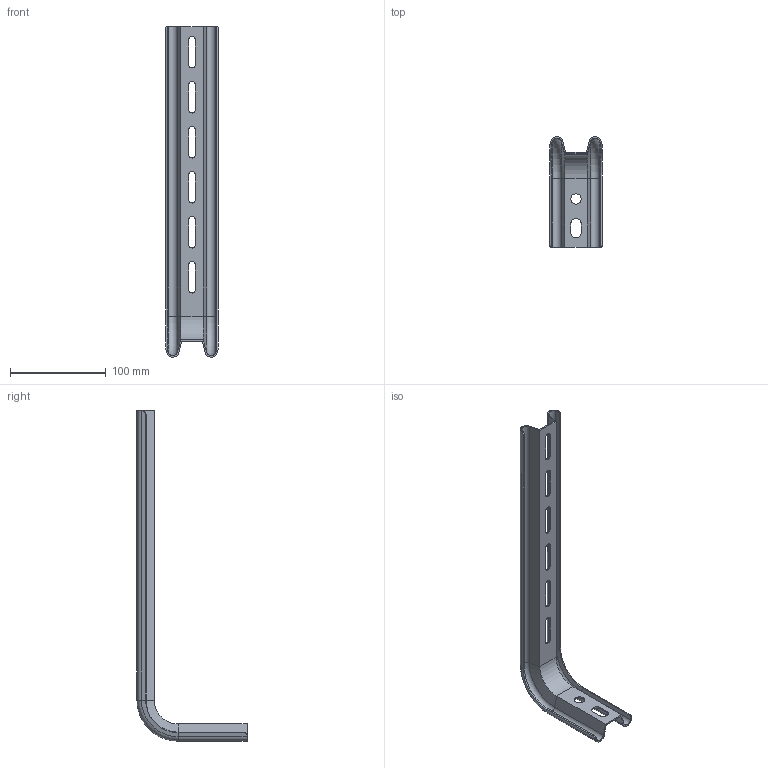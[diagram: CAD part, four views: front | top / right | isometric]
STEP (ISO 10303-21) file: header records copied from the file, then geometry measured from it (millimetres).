
FILE_DESCRIPTION (( 'STEP AP203' ), '1' );
FILE_NAME ('CLW10-VÑ-300_Êîíñîëü VÑ 300.STEP', '2016-04-13T12:08:57', ( '' ), ( '' ), 'SwSTEP 2.0', 'SolidWorks 2014', '' );
FILE_SCHEMA (( 'CONFIG_CONTROL_DESIGN' ));
Length unit declared in the file: millimetre
Products named in the file (1): CLW10-VÑ-300_Êîíñîëü VÑ 300
Bounding box: 55 x 114.98 x 344.98 mm (x, y, z)
Volume: 53327.2 mm3; surface area: 73434.1 mm2
Topology: 1 solids, 1 shells, 83 faces, 211 edges, 130 vertices
Faces by surface type: plane 40, cylinder 29, cone 10, torus 4
Full cylindrical faces by diameter (mm): 11 x1
Entity records: 2583 total; most frequent: DIRECTION 448, CARTESIAN_POINT 424, ORIENTED_EDGE 420, EDGE_CURVE 210, AXIS2_PLACEMENT_3D 154, LINE 140, VECTOR 140, VERTEX_POINT 130
